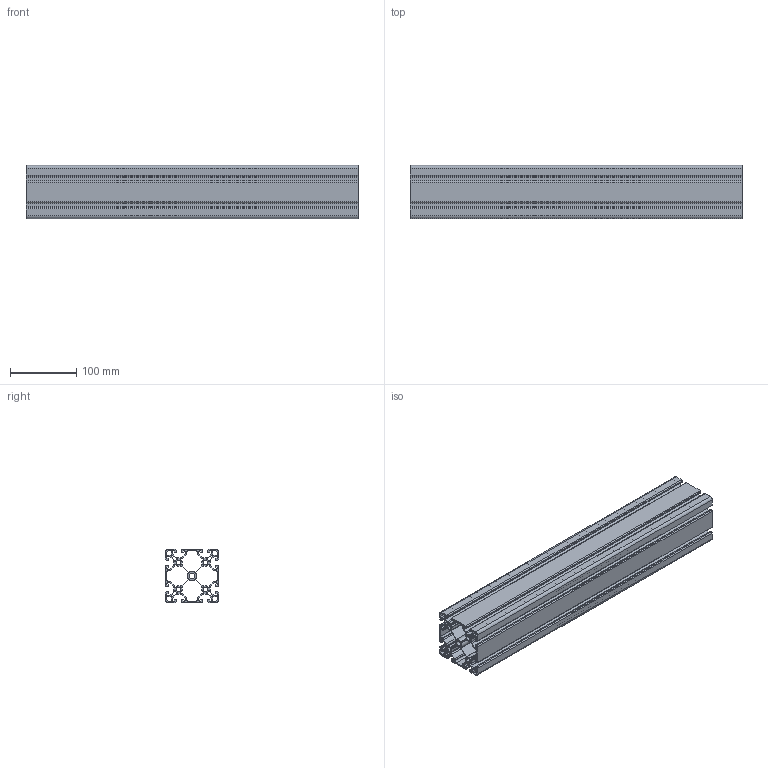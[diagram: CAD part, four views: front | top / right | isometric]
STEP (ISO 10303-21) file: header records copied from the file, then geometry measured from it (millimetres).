
FILE_DESCRIPTION (( 'STEP AP214' ), '1' );
FILE_NAME ('RP1175 8 80x80 Ultralight.STEP', '2026-02-23T13:36:24', ( '' ), ( '' ), 'SwSTEP 2.0', 'SolidWorks 2026', '' );
FILE_SCHEMA (( 'AUTOMOTIVE_DESIGN' ));
Length unit declared in the file: millimetre
Products named in the file (1): RP1175 8 80x80 Ultralight
Bounding box: 500 x 80 x 80 mm (x, y, z)
Volume: 757201 mm3; surface area: 726682.2 mm2
Topology: 1 solids, 1 shells, 499 faces, 1491 edges, 994 vertices
Faces by surface type: cylinder 253, plane 246
Entity records: 17022 total; most frequent: DIRECTION 2997, CARTESIAN_POINT 2985, ORIENTED_EDGE 2982, EDGE_CURVE 1491, AXIS2_PLACEMENT_3D 1006, VERTEX_POINT 994, LINE 985, VECTOR 985
